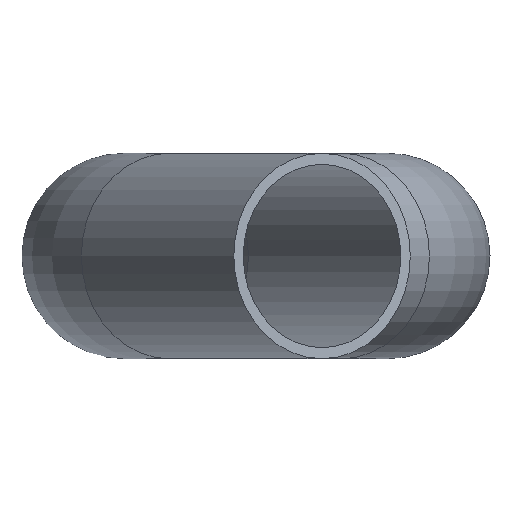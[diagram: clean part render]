
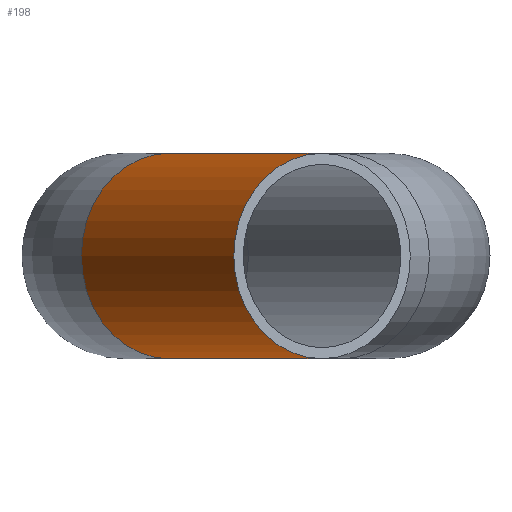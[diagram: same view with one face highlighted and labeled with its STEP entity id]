
A CAD part, left-side view. The second image highlights one B-rep face of the part: STEP entity #198.
In plain terms, the highlighted cylindrical face has radius 14 mm (diameter 28 mm), a full revolution.
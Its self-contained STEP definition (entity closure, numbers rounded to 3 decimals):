
#27=FACE_OUTER_BOUND('',#39,.T.);
#39=EDGE_LOOP('',(#146,#147,#148,#149,#150));
#51=LINE('',#360,#57);
#57=VECTOR('',#296,14.);
#70=CIRCLE('',#241,14.);
#71=CIRCLE('',#242,14.);
#72=CIRCLE('',#243,14.);
#88=VERTEX_POINT('',#357);
#89=VERTEX_POINT('',#359);
#90=VERTEX_POINT('',#361);
#109=EDGE_CURVE('',#88,#88,#70,.T.);
#110=EDGE_CURVE('',#88,#89,#51,.T.);
#111=EDGE_CURVE('',#90,#89,#71,.T.);
#112=EDGE_CURVE('',#89,#90,#72,.T.);
#146=ORIENTED_EDGE('',*,*,#109,.T.);
#147=ORIENTED_EDGE('',*,*,#110,.T.);
#148=ORIENTED_EDGE('',*,*,#111,.F.);
#149=ORIENTED_EDGE('',*,*,#112,.F.);
#150=ORIENTED_EDGE('',*,*,#110,.F.);
#177=CYLINDRICAL_SURFACE('',#240,14.);
#198=ADVANCED_FACE('',(#27),#177,.T.);
#240=AXIS2_PLACEMENT_3D('',#356,#292,#293);
#241=AXIS2_PLACEMENT_3D('',#358,#294,#295);
#242=AXIS2_PLACEMENT_3D('',#362,#297,#298);
#243=AXIS2_PLACEMENT_3D('',#363,#299,#300);
#292=DIRECTION('center_axis',(-0.86,-0.51,0.));
#293=DIRECTION('ref_axis',(0.51,-0.86,0.));
#294=DIRECTION('center_axis',(0.86,0.51,0.));
#295=DIRECTION('ref_axis',(0.51,-0.86,0.));
#296=DIRECTION('',(0.86,0.51,0.));
#297=DIRECTION('center_axis',(0.86,0.51,0.));
#298=DIRECTION('ref_axis',(0.51,-0.86,0.));
#299=DIRECTION('center_axis',(0.86,0.51,0.));
#300=DIRECTION('ref_axis',(0.51,-0.86,0.));
#356=CARTESIAN_POINT('Origin',(-155.969,29.697,0.));
#357=CARTESIAN_POINT('',(-198.14,20.946,0.));
#358=CARTESIAN_POINT('Origin',(-190.994,8.907,0.));
#359=CARTESIAN_POINT('',(-163.115,41.736,0.));
#360=CARTESIAN_POINT('',(-163.115,41.736,0.));
#361=CARTESIAN_POINT('',(-148.823,17.658,0.));
#362=CARTESIAN_POINT('Origin',(-155.969,29.697,0.));
#363=CARTESIAN_POINT('Origin',(-155.969,29.697,0.));
